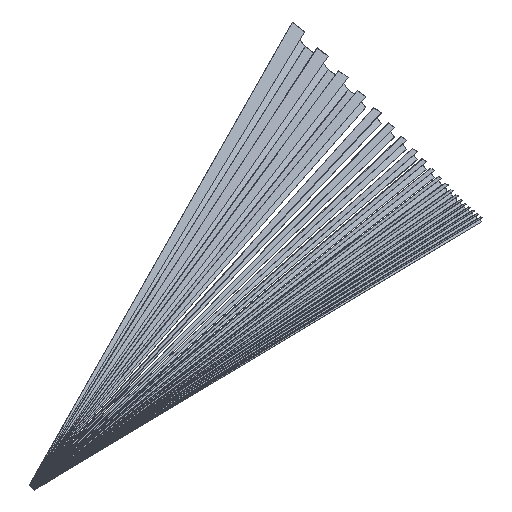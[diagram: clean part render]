
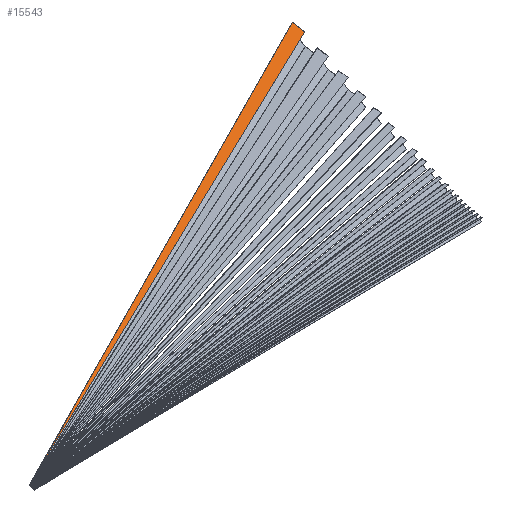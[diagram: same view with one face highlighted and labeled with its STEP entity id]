
A CAD part, isometric view. The second image highlights one B-rep face of the part: STEP entity #15543.
In plain terms, the highlighted planar face has unit normal (-0.132, -0.152, 0.98).
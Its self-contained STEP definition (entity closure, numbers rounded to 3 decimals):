
#15331 = PLANE('',#15332);
#15332 = AXIS2_PLACEMENT_3D('',#15333,#15334,#15335);
#15333 = CARTESIAN_POINT('',(20.,4.,4.));
#15334 = DIRECTION('',(1.,0.,0.));
#15335 = DIRECTION('',(0.,0.,1.));
#15383 = PLANE('',#15384);
#15384 = AXIS2_PLACEMENT_3D('',#15385,#15386,#15387);
#15385 = CARTESIAN_POINT('',(750.,150.,150.));
#15386 = DIRECTION('',(-1.,0.,0.));
#15387 = DIRECTION('',(0.,0.,-1.));
#15459 = PLANE('',#15460);
#15460 = AXIS2_PLACEMENT_3D('',#15461,#15462,#15463);
#15461 = CARTESIAN_POINT('',(385.,146.379,74.611));
#15462 = DIRECTION('',(-0.37,0.924,0.093
    ));
#15463 = DIRECTION('',(0.929,0.371,0.));
#15473 = EDGE_CURVE('',#15474,#15476,#15478,.T.);
#15474 = VERTEX_POINT('',#15475);
#15475 = CARTESIAN_POINT('',(750.,285.139,145.496));
#15476 = VERTEX_POINT('',#15477);
#15477 = CARTESIAN_POINT('',(20.,7.589,4.027));
#15478 = SURFACE_CURVE('',#15479,(#15483,#15489),.PCURVE_S1.);
#15479 = LINE('',#15480,#15481);
#15480 = CARTESIAN_POINT('',(750.,285.139,145.496));
#15481 = VECTOR('',#15482,1.);
#15482 = DIRECTION('',(-0.92,-0.35,-0.178)
  );
#15483 = PCURVE('',#15459,#15484);
#15484 = DEFINITIONAL_REPRESENTATION('',(#15485),#15488);
#15485 = B_SPLINE_CURVE_WITH_KNOTS('',1,(#15486,#15487),.UNSPECIFIED.,
  .F.,.F.,(2,2),(0.,793.692),.PIECEWISE_BEZIER_KNOTS.);
#15486 = CARTESIAN_POINT('',(390.429,-71.197));
#15487 = CARTESIAN_POINT('',(-390.441,70.894));
#15488 = ( GEOMETRIC_REPRESENTATION_CONTEXT(2) 
PARAMETRIC_REPRESENTATION_CONTEXT() REPRESENTATION_CONTEXT('2D SPACE',''
  ) );
#15489 = PCURVE('',#15490,#15495);
#15490 = PLANE('',#15491);
#15491 = AXIS2_PLACEMENT_3D('',#15492,#15493,#15494);
#15492 = CARTESIAN_POINT('',(389.657,153.602,
    76.511));
#15493 = DIRECTION('',(0.132,0.152,-0.98));
#15494 = DIRECTION('',(0.,-0.988,
    -0.153));
#15495 = DEFINITIONAL_REPRESENTATION('',(#15496),#15500);
#15496 = LINE('',#15497,#15498);
#15497 = CARTESIAN_POINT('',(-140.548,-363.53));
#15498 = VECTOR('',#15499,1.);
#15499 = DIRECTION('',(0.373,0.928));
#15500 = ( GEOMETRIC_REPRESENTATION_CONTEXT(2) 
PARAMETRIC_REPRESENTATION_CONTEXT() REPRESENTATION_CONTEXT('2D SPACE',''
  ) );
#15543 = ADVANCED_FACE('',(#15544),#15490,.F.);
#15544 = FACE_BOUND('',#15545,.F.);
#15545 = EDGE_LOOP('',(#15546,#15569,#15570,#15592));
#15546 = ORIENTED_EDGE('',*,*,#15547,.T.);
#15547 = EDGE_CURVE('',#15548,#15474,#15550,.T.);
#15548 = VERTEX_POINT('',#15549);
#15549 = CARTESIAN_POINT('',(750.,306.086,148.742));
#15550 = SURFACE_CURVE('',#15551,(#15555,#15562),.PCURVE_S1.);
#15551 = LINE('',#15552,#15553);
#15552 = CARTESIAN_POINT('',(750.,306.086,148.742));
#15553 = VECTOR('',#15554,1.);
#15554 = DIRECTION('',(0.,-0.988,-0.153));
#15555 = PCURVE('',#15490,#15556);
#15556 = DEFINITIONAL_REPRESENTATION('',(#15557),#15561);
#15557 = LINE('',#15558,#15559);
#15558 = CARTESIAN_POINT('',(-161.746,-363.53));
#15559 = VECTOR('',#15560,1.);
#15560 = DIRECTION('',(1.,0.));
#15561 = ( GEOMETRIC_REPRESENTATION_CONTEXT(2) 
PARAMETRIC_REPRESENTATION_CONTEXT() REPRESENTATION_CONTEXT('2D SPACE',''
  ) );
#15562 = PCURVE('',#15383,#15563);
#15563 = DEFINITIONAL_REPRESENTATION('',(#15564),#15568);
#15564 = LINE('',#15565,#15566);
#15565 = CARTESIAN_POINT('',(1.258,-156.086));
#15566 = VECTOR('',#15567,1.);
#15567 = DIRECTION('',(0.153,0.988));
#15568 = ( GEOMETRIC_REPRESENTATION_CONTEXT(2) 
PARAMETRIC_REPRESENTATION_CONTEXT() REPRESENTATION_CONTEXT('2D SPACE',''
  ) );
#15569 = ORIENTED_EDGE('',*,*,#15473,.T.);
#15570 = ORIENTED_EDGE('',*,*,#15571,.F.);
#15571 = EDGE_CURVE('',#15572,#15476,#15574,.T.);
#15572 = VERTEX_POINT('',#15573);
#15573 = CARTESIAN_POINT('',(20.,8.148,4.113));
#15574 = SURFACE_CURVE('',#15575,(#15579,#15585),.PCURVE_S1.);
#15575 = LINE('',#15576,#15577);
#15576 = CARTESIAN_POINT('',(20.,8.148,4.113));
#15577 = VECTOR('',#15578,1.);
#15578 = DIRECTION('',(0.,-0.988,-0.153));
#15579 = PCURVE('',#15490,#15580);
#15580 = DEFINITIONAL_REPRESENTATION('',(#15581),#15584);
#15581 = B_SPLINE_CURVE_WITH_KNOTS('',1,(#15582,#15583),.UNSPECIFIED.,
  .F.,.F.,(2,2),(0.,0.566),.PIECEWISE_BEZIER_KNOTS.);
#15582 = CARTESIAN_POINT('',(154.825,372.926));
#15583 = CARTESIAN_POINT('',(155.391,372.926));
#15584 = ( GEOMETRIC_REPRESENTATION_CONTEXT(2) 
PARAMETRIC_REPRESENTATION_CONTEXT() REPRESENTATION_CONTEXT('2D SPACE',''
  ) );
#15585 = PCURVE('',#15331,#15586);
#15586 = DEFINITIONAL_REPRESENTATION('',(#15587),#15591);
#15587 = LINE('',#15588,#15589);
#15588 = CARTESIAN_POINT('',(0.113,-4.148));
#15589 = VECTOR('',#15590,1.);
#15590 = DIRECTION('',(-0.153,0.988));
#15591 = ( GEOMETRIC_REPRESENTATION_CONTEXT(2) 
PARAMETRIC_REPRESENTATION_CONTEXT() REPRESENTATION_CONTEXT('2D SPACE',''
  ) );
#15592 = ORIENTED_EDGE('',*,*,#15593,.T.);
#15593 = EDGE_CURVE('',#15572,#15548,#15594,.T.);
#15594 = SURFACE_CURVE('',#15595,(#15599,#15606),.PCURVE_S1.);
#15595 = LINE('',#15596,#15597);
#15596 = CARTESIAN_POINT('',(20.,8.148,4.113));
#15597 = VECTOR('',#15598,1.);
#15598 = DIRECTION('',(0.911,0.372,0.18));
#15599 = PCURVE('',#15490,#15600);
#15600 = DEFINITIONAL_REPRESENTATION('',(#15601),#15605);
#15601 = LINE('',#15602,#15603);
#15602 = CARTESIAN_POINT('',(154.825,372.926));
#15603 = VECTOR('',#15604,1.);
#15604 = DIRECTION('',(-0.395,-0.919));
#15605 = ( GEOMETRIC_REPRESENTATION_CONTEXT(2) 
PARAMETRIC_REPRESENTATION_CONTEXT() REPRESENTATION_CONTEXT('2D SPACE',''
  ) );
#15606 = PCURVE('',#15607,#15612);
#15607 = PLANE('',#15608);
#15608 = AXIS2_PLACEMENT_3D('',#15609,#15610,#15611);
#15609 = CARTESIAN_POINT('',(385.,157.132,76.277));
#15610 = DIRECTION('',(0.391,-0.916,
    -0.089));
#15611 = DIRECTION('',(-0.92,-0.393,0.));
#15612 = DEFINITIONAL_REPRESENTATION('',(#15613),#15616);
#15613 = B_SPLINE_CURVE_WITH_KNOTS('',1,(#15614,#15615),.UNSPECIFIED.,
  .F.,.F.,(2,2),(0.,801.614),.PIECEWISE_BEZIER_KNOTS.);
#15614 = CARTESIAN_POINT('',(394.182,72.452));
#15615 = CARTESIAN_POINT('',(-394.17,-72.755));
#15616 = ( GEOMETRIC_REPRESENTATION_CONTEXT(2) 
PARAMETRIC_REPRESENTATION_CONTEXT() REPRESENTATION_CONTEXT('2D SPACE',''
  ) );
